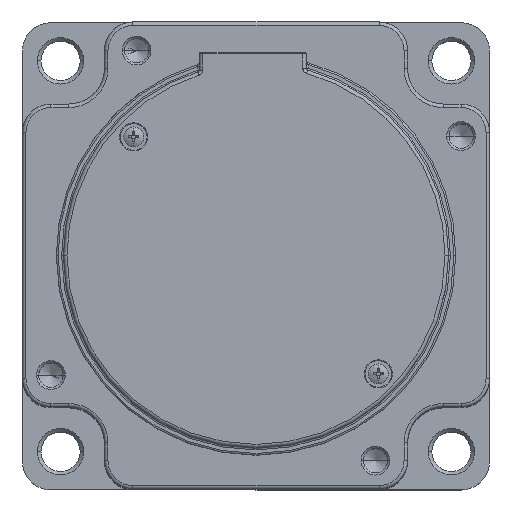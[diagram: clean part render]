
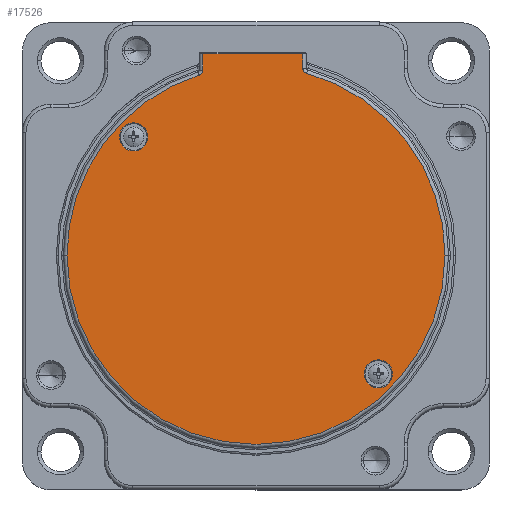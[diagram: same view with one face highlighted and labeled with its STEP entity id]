
A CAD part, top view. The second image highlights one B-rep face of the part: STEP entity #17526.
In plain terms, the highlighted face is planar.
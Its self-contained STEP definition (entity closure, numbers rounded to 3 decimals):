
#8 = CARTESIAN_POINT ( 'NONE',  ( -34.291, -33.23, 0. ) ) ;
#41 = CARTESIAN_POINT ( 'NONE',  ( -38.241, -33.23, 0. ) ) ;
#241 = CARTESIAN_POINT ( 'NONE',  ( 14.896, 0., 0. ) ) ;
#254 = ORIENTED_EDGE ( 'NONE', *, *, #5907, .T. ) ;
#669 = ORIENTED_EDGE ( 'NONE', *, *, #10810, .T. ) ;
#703 = EDGE_LOOP ( 'NONE', ( #8761, #12926 ) ) ;
#1050 = AXIS2_PLACEMENT_3D ( 'NONE', #7351, #17379, #13205 ) ;
#1223 = VERTEX_POINT ( 'NONE', #2862 ) ;
#1230 = DIRECTION ( 'NONE',  ( 1., 0., 0. ) ) ;
#1408 = EDGE_CURVE ( 'NONE', #4034, #18921, #6983, .T. ) ;
#1656 = CARTESIAN_POINT ( 'NONE',  ( 30.341, 33.23, 0. ) ) ;
#1745 = EDGE_CURVE ( 'NONE', #1223, #18419, #11313, .T. ) ;
#2072 = DIRECTION ( 'NONE',  ( 1., 0., 0. ) ) ;
#2682 = DIRECTION ( 'NONE',  ( 0., 0., 1. ) ) ;
#2736 = DIRECTION ( 'NONE',  ( 1., 0., 0. ) ) ;
#2862 = CARTESIAN_POINT ( 'NONE',  ( 14.896, 51.975, 0. ) ) ;
#2922 = DIRECTION ( 'NONE',  ( 0., 0., 1. ) ) ;
#3028 = DIRECTION ( 'NONE',  ( 0., 0., 1. ) ) ;
#3551 = DIRECTION ( 'NONE',  ( 1., 0., 0. ) ) ;
#3796 = DIRECTION ( 'NONE',  ( 0., 0., 1. ) ) ;
#3840 = LINE ( 'NONE', #18570, #12131 ) ;
#3930 = AXIS2_PLACEMENT_3D ( 'NONE', #6142, #5000, #2072 ) ;
#3931 = ORIENTED_EDGE ( 'NONE', *, *, #18803, .T. ) ;
#4034 = VERTEX_POINT ( 'NONE', #10480 ) ;
#4149 = AXIS2_PLACEMENT_3D ( 'NONE', #8824, #4583, #10443 ) ;
#4554 = CARTESIAN_POINT ( 'NONE',  ( -53., 0., 0. ) ) ;
#4577 = FACE_BOUND ( 'NONE', #12528, .T. ) ;
#4583 = DIRECTION ( 'NONE',  ( 0., 0., 1. ) ) ;
#4791 = EDGE_CURVE ( 'NONE', #11044, #18100, #5672, .T. ) ;
#4912 = AXIS2_PLACEMENT_3D ( 'NONE', #16141, #2922, #2736 ) ;
#5000 = DIRECTION ( 'NONE',  ( 0., 0., -1. ) ) ;
#5213 = AXIS2_PLACEMENT_3D ( 'NONE', #8737, #16350, #14869 ) ;
#5245 = ORIENTED_EDGE ( 'NONE', *, *, #13801, .T. ) ;
#5672 = CIRCLE ( 'NONE', #4149, 3.95 ) ;
#5907 = EDGE_CURVE ( 'NONE', #16385, #13571, #15559, .T. ) ;
#6142 = CARTESIAN_POINT ( 'NONE',  ( 0., 0., 0. ) ) ;
#6526 = VERTEX_POINT ( 'NONE', #18397 ) ;
#6666 = CARTESIAN_POINT ( 'NONE',  ( 16.396, 51.975, 0. ) ) ;
#6683 = LINE ( 'NONE', #8632, #14659 ) ;
#6968 = CARTESIAN_POINT ( 'NONE',  ( -14.202, 51.062, 0. ) ) ;
#6983 = CIRCLE ( 'NONE', #3930, 53. ) ;
#7075 = VERTEX_POINT ( 'NONE', #9007 ) ;
#7169 = DIRECTION ( 'NONE',  ( 1., 0., 0. ) ) ;
#7245 = AXIS2_PLACEMENT_3D ( 'NONE', #8, #3028, #8915 ) ;
#7332 = VERTEX_POINT ( 'NONE', #6968 ) ;
#7351 = CARTESIAN_POINT ( 'NONE',  ( 0., 0., 0. ) ) ;
#7995 = DIRECTION ( 'NONE',  ( 0., -1., 0. ) ) ;
#8497 = CIRCLE ( 'NONE', #8796, 3.95 ) ;
#8632 = CARTESIAN_POINT ( 'NONE',  ( 14.896, 56.5, 0. ) ) ;
#8737 = CARTESIAN_POINT ( 'NONE',  ( 0., 0., 0. ) ) ;
#8761 = ORIENTED_EDGE ( 'NONE', *, *, #13779, .T. ) ;
#8796 = AXIS2_PLACEMENT_3D ( 'NONE', #9829, #2682, #1230 ) ;
#8824 = CARTESIAN_POINT ( 'NONE',  ( 34.291, 33.23, 0. ) ) ;
#8915 = DIRECTION ( 'NONE',  ( 1., 0., 0. ) ) ;
#8995 = FACE_OUTER_BOUND ( 'NONE', #9566, .T. ) ;
#9007 = CARTESIAN_POINT ( 'NONE',  ( -13.104, 56.5, 0. ) ) ;
#9547 = ORIENTED_EDGE ( 'NONE', *, *, #17127, .T. ) ;
#9566 = EDGE_LOOP ( 'NONE', ( #5245, #10971, #12590, #15874, #9547, #17185, #3931, #669 ) ) ;
#9829 = CARTESIAN_POINT ( 'NONE',  ( -34.291, -33.23, 0. ) ) ;
#9911 = CARTESIAN_POINT ( 'NONE',  ( -13.104, 52.507, 0. ) ) ;
#10241 = PLANE ( 'NONE',  #4912 ) ;
#10443 = DIRECTION ( 'NONE',  ( 1., 0., 0. ) ) ;
#10480 = CARTESIAN_POINT ( 'NONE',  ( 53., 0., 0. ) ) ;
#10683 = AXIS2_PLACEMENT_3D ( 'NONE', #6666, #3796, #12630 ) ;
#10810 = EDGE_CURVE ( 'NONE', #7332, #15383, #11249, .T. ) ;
#10971 = ORIENTED_EDGE ( 'NONE', *, *, #12597, .T. ) ;
#11044 = VERTEX_POINT ( 'NONE', #1656 ) ;
#11249 = CIRCLE ( 'NONE', #13704, 1.5 ) ;
#11313 = CIRCLE ( 'NONE', #10683, 1.5 ) ;
#11345 = DIRECTION ( 'NONE',  ( 0., 1., 0. ) ) ;
#11482 = EDGE_CURVE ( 'NONE', #6526, #1223, #15004, .T. ) ;
#11734 = CARTESIAN_POINT ( 'NONE',  ( 38.241, 33.23, 0. ) ) ;
#12062 = CARTESIAN_POINT ( 'NONE',  ( -30.341, -33.23, 0. ) ) ;
#12131 = VECTOR ( 'NONE', #11345, 1000. ) ;
#12528 = EDGE_LOOP ( 'NONE', ( #254, #12814 ) ) ;
#12590 = ORIENTED_EDGE ( 'NONE', *, *, #11482, .T. ) ;
#12597 = EDGE_CURVE ( 'NONE', #7075, #6526, #6683, .T. ) ;
#12630 = DIRECTION ( 'NONE',  ( 1., 0., 0. ) ) ;
#12814 = ORIENTED_EDGE ( 'NONE', *, *, #14573, .T. ) ;
#12926 = ORIENTED_EDGE ( 'NONE', *, *, #4791, .T. ) ;
#13205 = DIRECTION ( 'NONE',  ( 1., 0., 0. ) ) ;
#13489 = CIRCLE ( 'NONE', #5213, 53. ) ;
#13571 = VERTEX_POINT ( 'NONE', #41 ) ;
#13648 = DIRECTION ( 'NONE',  ( 0., 0., 1. ) ) ;
#13660 = CIRCLE ( 'NONE', #1050, 53. ) ;
#13704 = AXIS2_PLACEMENT_3D ( 'NONE', #14913, #17929, #14726 ) ;
#13779 = EDGE_CURVE ( 'NONE', #18100, #11044, #16824, .T. ) ;
#13801 = EDGE_CURVE ( 'NONE', #15383, #7075, #3840, .T. ) ;
#14573 = EDGE_CURVE ( 'NONE', #13571, #16385, #8497, .T. ) ;
#14659 = VECTOR ( 'NONE', #7169, 1000. ) ;
#14726 = DIRECTION ( 'NONE',  ( 1., 0., 0. ) ) ;
#14869 = DIRECTION ( 'NONE',  ( 1., 0., 0. ) ) ;
#14913 = CARTESIAN_POINT ( 'NONE',  ( -14.604, 52.507, 0. ) ) ;
#15004 = LINE ( 'NONE', #241, #16001 ) ;
#15383 = VERTEX_POINT ( 'NONE', #9911 ) ;
#15467 = CARTESIAN_POINT ( 'NONE',  ( 15.944, 50.545, 0. ) ) ;
#15559 = CIRCLE ( 'NONE', #7245, 3.95 ) ;
#15874 = ORIENTED_EDGE ( 'NONE', *, *, #1745, .T. ) ;
#16001 = VECTOR ( 'NONE', #7995, 1000. ) ;
#16141 = CARTESIAN_POINT ( 'NONE',  ( 0., 0., 0. ) ) ;
#16332 = FACE_BOUND ( 'NONE', #703, .T. ) ;
#16350 = DIRECTION ( 'NONE',  ( 0., 0., -1. ) ) ;
#16385 = VERTEX_POINT ( 'NONE', #12062 ) ;
#16755 = CARTESIAN_POINT ( 'NONE',  ( 34.291, 33.23, 0. ) ) ;
#16824 = CIRCLE ( 'NONE', #17380, 3.95 ) ;
#17127 = EDGE_CURVE ( 'NONE', #18419, #4034, #13489, .T. ) ;
#17185 = ORIENTED_EDGE ( 'NONE', *, *, #1408, .T. ) ;
#17379 = DIRECTION ( 'NONE',  ( 0., 0., -1. ) ) ;
#17380 = AXIS2_PLACEMENT_3D ( 'NONE', #16755, #13648, #3551 ) ;
#17526 = ADVANCED_FACE ( 'NONE', ( #4577, #16332, #8995 ), #10241, .F. ) ;
#17929 = DIRECTION ( 'NONE',  ( 0., 0., 1. ) ) ;
#18100 = VERTEX_POINT ( 'NONE', #11734 ) ;
#18397 = CARTESIAN_POINT ( 'NONE',  ( 14.896, 56.5, 0. ) ) ;
#18419 = VERTEX_POINT ( 'NONE', #15467 ) ;
#18570 = CARTESIAN_POINT ( 'NONE',  ( -13.104, 0., 0. ) ) ;
#18803 = EDGE_CURVE ( 'NONE', #18921, #7332, #13660, .T. ) ;
#18921 = VERTEX_POINT ( 'NONE', #4554 ) ;
